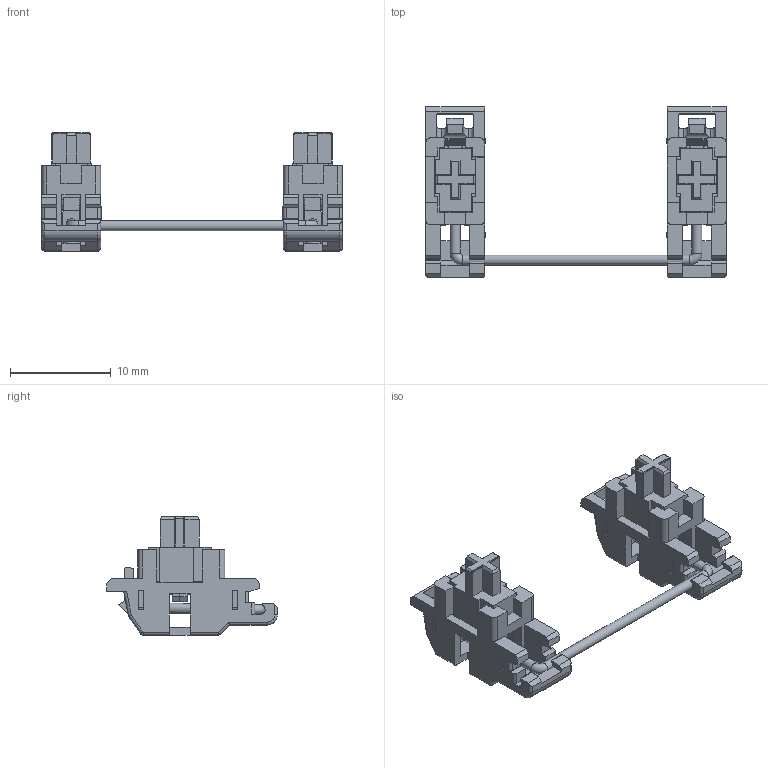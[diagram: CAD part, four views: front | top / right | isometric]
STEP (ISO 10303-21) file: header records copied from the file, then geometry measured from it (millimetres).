
FILE_DESCRIPTION(/* description */ (''),/* implementation_level */ '2;1');
FILE_NAME(/* name */ 'KS-57B210T.stp',/* time_stamp */ '2023-08-25T19:21:10+08:00',/* author */ (''),/* organization */ (''),/* preprocessor_version */ 'ST-DEVELOPER v14',/* originating_system */ 'SIEMENS PLM Software NX 8.0',/* authorisation */ '');
FILE_SCHEMA (('AP203_CONFIGURATION_CONTROLLED_3D_DESIGN_OF_MECHANICAL_PARTS_AND_ASSEMBLIES_MIM_LF { 1 0 10303 403 2 1 2}'));
Length unit declared in the file: millimetre
Products named in the file (1): RD-0022CD05Fy1m6
Bounding box: 30 x 16.97 x 11.75 mm (x, y, z)
Volume: 785.7 mm3; surface area: 1802.7 mm2
Topology: 5 solids, 5 shells, 543 faces, 1592 edges, 1041 vertices
Faces by surface type: plane 414, cylinder 103, cone 10, sphere 8, torus 6, bspline 2
Full cylindrical faces by diameter (mm): 1 x3
Entity records: 18096 total; most frequent: CARTESIAN_POINT 3396, ORIENTED_EDGE 3168, DIRECTION 2872, EDGE_CURVE 1584, LINE 1332, VECTOR 1332, VERTEX_POINT 1046, AXIS2_PLACEMENT_3D 770
